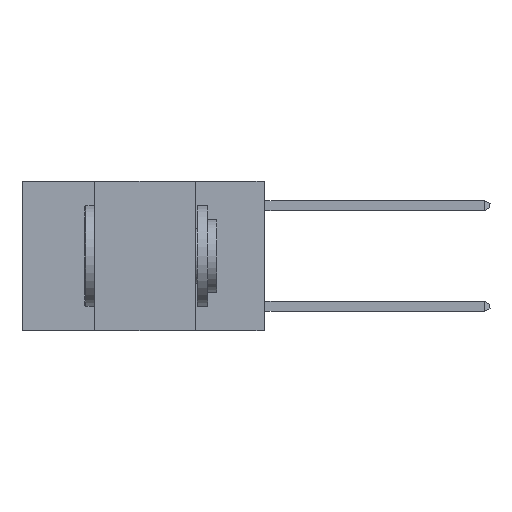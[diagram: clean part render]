
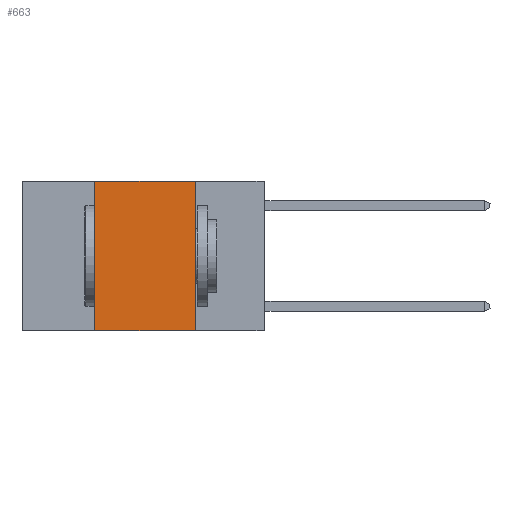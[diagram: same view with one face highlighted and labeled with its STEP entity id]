
A CAD part, left-side view. The second image highlights one B-rep face of the part: STEP entity #663.
In plain terms, the highlighted planar face has unit normal (-1, 0, 0).
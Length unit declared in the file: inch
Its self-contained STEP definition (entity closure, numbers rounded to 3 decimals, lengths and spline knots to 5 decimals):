
#407 = EDGE_CURVE ( 'NONE', #2133, #7724, #7539, .T. ) ;
#441 = CARTESIAN_POINT ( 'NONE',  ( 0., 0.17, 0. ) ) ;
#661 = DIRECTION ( 'NONE',  ( 1., 0., 0. ) ) ;
#663 = ADVANCED_FACE ( 'NONE', ( #7954 ), #4338, .F. ) ;
#1168 = ORIENTED_EDGE ( 'NONE', *, *, #5976, .F. ) ;
#1203 = EDGE_CURVE ( 'NONE', #6911, #1331, #1242, .T. ) ;
#1242 = LINE ( 'NONE', #6518, #9109 ) ;
#1305 = LINE ( 'NONE', #9392, #7677 ) ;
#1331 = VERTEX_POINT ( 'NONE', #8092 ) ;
#1687 = VECTOR ( 'NONE', #6987, 39.37008 ) ;
#1933 = CARTESIAN_POINT ( 'NONE',  ( 0., 0.17, 0. ) ) ;
#2133 = VERTEX_POINT ( 'NONE', #8513 ) ;
#2189 = ORIENTED_EDGE ( 'NONE', *, *, #407, .F. ) ;
#2910 = EDGE_CURVE ( 'NONE', #7724, #1331, #8382, .T. ) ;
#3133 = CARTESIAN_POINT ( 'NONE',  ( 0., 0.6, 0. ) ) ;
#4338 = PLANE ( 'NONE',  #4540 ) ;
#4540 = AXIS2_PLACEMENT_3D ( 'NONE', #7239, #661, #7333 ) ;
#4859 = ORIENTED_EDGE ( 'NONE', *, *, #2910, .F. ) ;
#5594 = VECTOR ( 'NONE', #6144, 39.37008 ) ;
#5976 = EDGE_CURVE ( 'NONE', #6911, #2133, #1305, .T. ) ;
#6084 = ORIENTED_EDGE ( 'NONE', *, *, #1203, .T. ) ;
#6144 = DIRECTION ( 'NONE',  ( 0., -1., 0. ) ) ;
#6374 = DIRECTION ( 'NONE',  ( 0., -1., 0. ) ) ;
#6518 = CARTESIAN_POINT ( 'NONE',  ( 0., 0.6, -0.37 ) ) ;
#6911 = VERTEX_POINT ( 'NONE', #8663 ) ;
#6987 = DIRECTION ( 'NONE',  ( 0., 0., -1. ) ) ;
#7239 = CARTESIAN_POINT ( 'NONE',  ( 0., 0.6, 0. ) ) ;
#7333 = DIRECTION ( 'NONE',  ( 0., 0., -1. ) ) ;
#7539 = LINE ( 'NONE', #3133, #5594 ) ;
#7677 = VECTOR ( 'NONE', #9149, 39.37008 ) ;
#7724 = VERTEX_POINT ( 'NONE', #1933 ) ;
#7752 = EDGE_LOOP ( 'NONE', ( #4859, #2189, #1168, #6084 ) ) ;
#7954 = FACE_OUTER_BOUND ( 'NONE', #7752, .T. ) ;
#8092 = CARTESIAN_POINT ( 'NONE',  ( 0., 0.17, -0.37 ) ) ;
#8382 = LINE ( 'NONE', #441, #1687 ) ;
#8513 = CARTESIAN_POINT ( 'NONE',  ( 0., 0.42, 0. ) ) ;
#8663 = CARTESIAN_POINT ( 'NONE',  ( 0., 0.42, -0.37 ) ) ;
#9109 = VECTOR ( 'NONE', #6374, 39.37008 ) ;
#9149 = DIRECTION ( 'NONE',  ( 0., 0., 1. ) ) ;
#9392 = CARTESIAN_POINT ( 'NONE',  ( 0., 0.42, 0. ) ) ;
